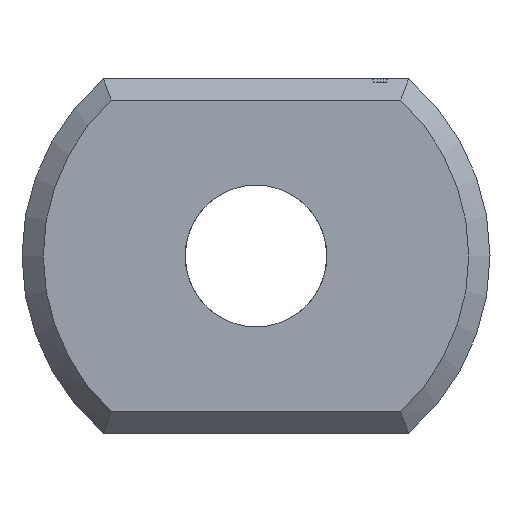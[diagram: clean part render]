
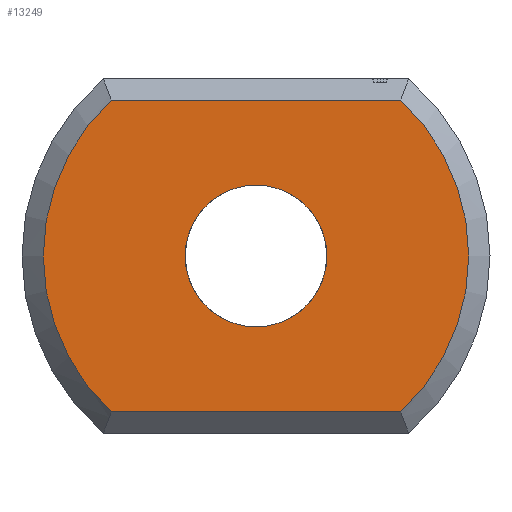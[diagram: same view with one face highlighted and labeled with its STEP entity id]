
A CAD part, left-side view. The second image highlights one B-rep face of the part: STEP entity #13249.
In plain terms, the highlighted planar face has unit normal (-1, 0, 0).
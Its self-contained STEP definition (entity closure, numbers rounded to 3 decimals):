
#298 = PLANE('',#299);
#299 = AXIS2_PLACEMENT_3D('',#300,#301,#302);
#300 = CARTESIAN_POINT('',(0.15,-2.154,-2.35));
#301 = DIRECTION('',(-0.707,0.,-0.707));
#302 = DIRECTION('',(0.,-1.,0.));
#725 = CONICAL_SURFACE('',#726,3.3,0.785);
#726 = AXIS2_PLACEMENT_3D('',#727,#728,#729);
#727 = CARTESIAN_POINT('',(0.3,0.,0.));
#728 = DIRECTION('',(1.,0.,0.));
#729 = DIRECTION('',(0.,0.653,-0.758));
#872 = CONICAL_SURFACE('',#873,3.3,0.785);
#873 = AXIS2_PLACEMENT_3D('',#874,#875,#876);
#874 = CARTESIAN_POINT('',(0.3,0.,0.));
#875 = DIRECTION('',(1.,0.,0.));
#876 = DIRECTION('',(0.,-0.653,0.758));
#909 = VERTEX_POINT('',#910);
#910 = CARTESIAN_POINT('',(0.,-2.04,-2.2));
#937 = VERTEX_POINT('',#938);
#938 = CARTESIAN_POINT('',(0.,2.04,-2.2));
#963 = EDGE_CURVE('',#909,#937,#964,.T.);
#964 = SURFACE_CURVE('',#965,(#969,#976),.PCURVE_S1.);
#965 = LINE('',#966,#967);
#966 = CARTESIAN_POINT('',(0.,-2.154,-2.2));
#967 = VECTOR('',#968,1.);
#968 = DIRECTION('',(0.,1.,0.));
#969 = PCURVE('',#298,#970);
#970 = DEFINITIONAL_REPRESENTATION('',(#971),#975);
#971 = LINE('',#972,#973);
#972 = CARTESIAN_POINT('',(0.,0.212));
#973 = VECTOR('',#974,1.);
#974 = DIRECTION('',(-1.,0.));
#975 = ( GEOMETRIC_REPRESENTATION_CONTEXT(2) 
PARAMETRIC_REPRESENTATION_CONTEXT() REPRESENTATION_CONTEXT('2D SPACE',''
  ) );
#976 = PCURVE('',#977,#982);
#977 = PLANE('',#978);
#978 = AXIS2_PLACEMENT_3D('',#979,#980,#981);
#979 = CARTESIAN_POINT('',(0.,0.,
    0.));
#980 = DIRECTION('',(1.,0.,0.));
#981 = DIRECTION('',(0.,0.,1.));
#982 = DEFINITIONAL_REPRESENTATION('',(#983),#987);
#983 = LINE('',#984,#985);
#984 = CARTESIAN_POINT('',(-2.2,2.154));
#985 = VECTOR('',#986,1.);
#986 = DIRECTION('',(0.,-1.));
#987 = ( GEOMETRIC_REPRESENTATION_CONTEXT(2) 
PARAMETRIC_REPRESENTATION_CONTEXT() REPRESENTATION_CONTEXT('2D SPACE',''
  ) );
#1763 = PLANE('',#1764);
#1764 = AXIS2_PLACEMENT_3D('',#1765,#1766,#1767);
#1765 = CARTESIAN_POINT('',(0.15,-2.154,2.35));
#1766 = DIRECTION('',(0.707,0.,-0.707
    ));
#1767 = DIRECTION('',(0.,-1.,0.));
#13036 = VERTEX_POINT('',#13037);
#13037 = CARTESIAN_POINT('',(0.,2.04,2.2));
#13062 = EDGE_CURVE('',#937,#13036,#13063,.T.);
#13063 = SURFACE_CURVE('',#13064,(#13069,#13076),.PCURVE_S1.);
#13064 = CIRCLE('',#13065,3.);
#13065 = AXIS2_PLACEMENT_3D('',#13066,#13067,#13068);
#13066 = CARTESIAN_POINT('',(0.,0.,
    0.));
#13067 = DIRECTION('',(1.,0.,0.));
#13068 = DIRECTION('',(0.,0.653,-0.758)
  );
#13069 = PCURVE('',#725,#13070);
#13070 = DEFINITIONAL_REPRESENTATION('',(#13071),#13075);
#13071 = LINE('',#13072,#13073);
#13072 = CARTESIAN_POINT('',(0.,-0.3));
#13073 = VECTOR('',#13074,1.);
#13074 = DIRECTION('',(1.,-0.));
#13075 = ( GEOMETRIC_REPRESENTATION_CONTEXT(2) 
PARAMETRIC_REPRESENTATION_CONTEXT() REPRESENTATION_CONTEXT('2D SPACE',''
  ) );
#13076 = PCURVE('',#977,#13077);
#13077 = DEFINITIONAL_REPRESENTATION('',(#13078),#13082);
#13078 = CIRCLE('',#13079,3.);
#13079 = AXIS2_PLACEMENT_2D('',#13080,#13081);
#13080 = CARTESIAN_POINT('',(0.,0.));
#13081 = DIRECTION('',(-0.758,-0.653));
#13082 = ( GEOMETRIC_REPRESENTATION_CONTEXT(2) 
PARAMETRIC_REPRESENTATION_CONTEXT() REPRESENTATION_CONTEXT('2D SPACE',''
  ) );
#13200 = VERTEX_POINT('',#13201);
#13201 = CARTESIAN_POINT('',(0.,-2.04,2.2));
#13228 = EDGE_CURVE('',#13200,#909,#13229,.T.);
#13229 = SURFACE_CURVE('',#13230,(#13235,#13242),.PCURVE_S1.);
#13230 = CIRCLE('',#13231,3.);
#13231 = AXIS2_PLACEMENT_3D('',#13232,#13233,#13234);
#13232 = CARTESIAN_POINT('',(0.,0.,
    0.));
#13233 = DIRECTION('',(1.,0.,0.));
#13234 = DIRECTION('',(0.,-0.653,0.758)
  );
#13235 = PCURVE('',#872,#13236);
#13236 = DEFINITIONAL_REPRESENTATION('',(#13237),#13241);
#13237 = LINE('',#13238,#13239);
#13238 = CARTESIAN_POINT('',(0.,-0.3));
#13239 = VECTOR('',#13240,1.);
#13240 = DIRECTION('',(1.,-0.));
#13241 = ( GEOMETRIC_REPRESENTATION_CONTEXT(2) 
PARAMETRIC_REPRESENTATION_CONTEXT() REPRESENTATION_CONTEXT('2D SPACE',''
  ) );
#13242 = PCURVE('',#977,#13243);
#13243 = DEFINITIONAL_REPRESENTATION('',(#13244),#13248);
#13244 = CIRCLE('',#13245,3.);
#13245 = AXIS2_PLACEMENT_2D('',#13246,#13247);
#13246 = CARTESIAN_POINT('',(0.,0.));
#13247 = DIRECTION('',(0.758,0.653));
#13248 = ( GEOMETRIC_REPRESENTATION_CONTEXT(2) 
PARAMETRIC_REPRESENTATION_CONTEXT() REPRESENTATION_CONTEXT('2D SPACE',''
  ) );
#13249 = ADVANCED_FACE('',(#13250,#13276),#977,.F.);
#13250 = FACE_BOUND('',#13251,.F.);
#13251 = EDGE_LOOP('',(#13252,#13253,#13274,#13275));
#13252 = ORIENTED_EDGE('',*,*,#13062,.T.);
#13253 = ORIENTED_EDGE('',*,*,#13254,.F.);
#13254 = EDGE_CURVE('',#13200,#13036,#13255,.T.);
#13255 = SURFACE_CURVE('',#13256,(#13260,#13267),.PCURVE_S1.);
#13256 = LINE('',#13257,#13258);
#13257 = CARTESIAN_POINT('',(0.,-2.154,2.2));
#13258 = VECTOR('',#13259,1.);
#13259 = DIRECTION('',(0.,1.,0.));
#13260 = PCURVE('',#977,#13261);
#13261 = DEFINITIONAL_REPRESENTATION('',(#13262),#13266);
#13262 = LINE('',#13263,#13264);
#13263 = CARTESIAN_POINT('',(2.2,2.154));
#13264 = VECTOR('',#13265,1.);
#13265 = DIRECTION('',(0.,-1.));
#13266 = ( GEOMETRIC_REPRESENTATION_CONTEXT(2) 
PARAMETRIC_REPRESENTATION_CONTEXT() REPRESENTATION_CONTEXT('2D SPACE',''
  ) );
#13267 = PCURVE('',#1763,#13268);
#13268 = DEFINITIONAL_REPRESENTATION('',(#13269),#13273);
#13269 = LINE('',#13270,#13271);
#13270 = CARTESIAN_POINT('',(0.,0.212));
#13271 = VECTOR('',#13272,1.);
#13272 = DIRECTION('',(-1.,0.));
#13273 = ( GEOMETRIC_REPRESENTATION_CONTEXT(2) 
PARAMETRIC_REPRESENTATION_CONTEXT() REPRESENTATION_CONTEXT('2D SPACE',''
  ) );
#13274 = ORIENTED_EDGE('',*,*,#13228,.T.);
#13275 = ORIENTED_EDGE('',*,*,#963,.T.);
#13276 = FACE_BOUND('',#13277,.T.);
#13277 = EDGE_LOOP('',(#13278));
#13278 = ORIENTED_EDGE('',*,*,#13279,.T.);
#13279 = EDGE_CURVE('',#13280,#13280,#13282,.T.);
#13280 = VERTEX_POINT('',#13281);
#13281 = CARTESIAN_POINT('',(0.,1.,0.));
#13282 = SURFACE_CURVE('',#13283,(#13288,#13295),.PCURVE_S1.);
#13283 = CIRCLE('',#13284,1.);
#13284 = AXIS2_PLACEMENT_3D('',#13285,#13286,#13287);
#13285 = CARTESIAN_POINT('',(0.,0.,0.));
#13286 = DIRECTION('',(1.,0.,0.));
#13287 = DIRECTION('',(0.,1.,0.));
#13288 = PCURVE('',#977,#13289);
#13289 = DEFINITIONAL_REPRESENTATION('',(#13290),#13294);
#13290 = CIRCLE('',#13291,1.);
#13291 = AXIS2_PLACEMENT_2D('',#13292,#13293);
#13292 = CARTESIAN_POINT('',(0.,0.));
#13293 = DIRECTION('',(0.,-1.));
#13294 = ( GEOMETRIC_REPRESENTATION_CONTEXT(2) 
PARAMETRIC_REPRESENTATION_CONTEXT() REPRESENTATION_CONTEXT('2D SPACE',''
  ) );
#13295 = PCURVE('',#13296,#13301);
#13296 = CYLINDRICAL_SURFACE('',#13297,1.);
#13297 = AXIS2_PLACEMENT_3D('',#13298,#13299,#13300);
#13298 = CARTESIAN_POINT('',(0.,0.,0.));
#13299 = DIRECTION('',(-1.,0.,0.));
#13300 = DIRECTION('',(0.,1.,0.));
#13301 = DEFINITIONAL_REPRESENTATION('',(#13302),#13306);
#13302 = LINE('',#13303,#13304);
#13303 = CARTESIAN_POINT('',(-0.,0.));
#13304 = VECTOR('',#13305,1.);
#13305 = DIRECTION('',(-1.,0.));
#13306 = ( GEOMETRIC_REPRESENTATION_CONTEXT(2) 
PARAMETRIC_REPRESENTATION_CONTEXT() REPRESENTATION_CONTEXT('2D SPACE',''
  ) );
